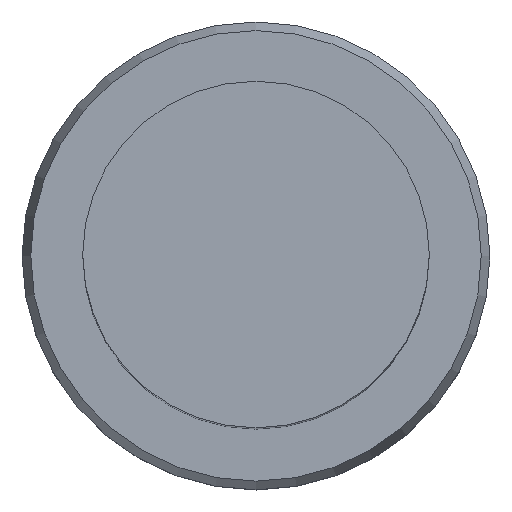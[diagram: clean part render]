
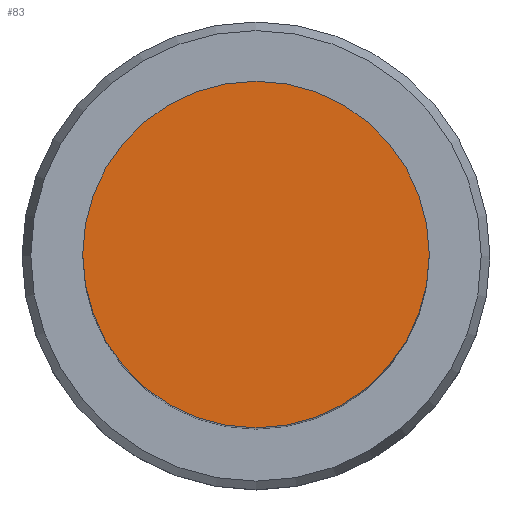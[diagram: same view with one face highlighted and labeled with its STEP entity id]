
A CAD part, top view. The second image highlights one B-rep face of the part: STEP entity #83.
In plain terms, the highlighted planar face has unit normal (0, 0, 1).
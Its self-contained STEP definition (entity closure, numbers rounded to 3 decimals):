
#83=ADVANCED_FACE('Unnamed[1]',(#186),#187,.T.);
#109=EDGE_CURVE('Unnamed[1]',#227,#227,#228,.T.);
#186=FACE_OUTER_BOUND('',#313,.T.);
#187=PLANE('',#314);
#227=VERTEX_POINT('',#365);
#228=CIRCLE('',#366,10.0);
#313=EDGE_LOOP('',(#444));
#314=AXIS2_PLACEMENT_3D('',#445,#446,#447);
#365=CARTESIAN_POINT('',(0.,10.,152.6));
#366=AXIS2_PLACEMENT_3D('',#490,#491,#492);
#444=ORIENTED_EDGE('',*,*,#109,.F.);
#445=CARTESIAN_POINT('',(0.,5.,152.6));
#446=DIRECTION('',(0.,0.,1.0));
#447=DIRECTION('',(0.,-1.0,0.));
#490=CARTESIAN_POINT('',(0.,0.,152.6));
#491=DIRECTION('',(0.,0.,-1.0));
#492=DIRECTION('',(0.,1.0,0.));
